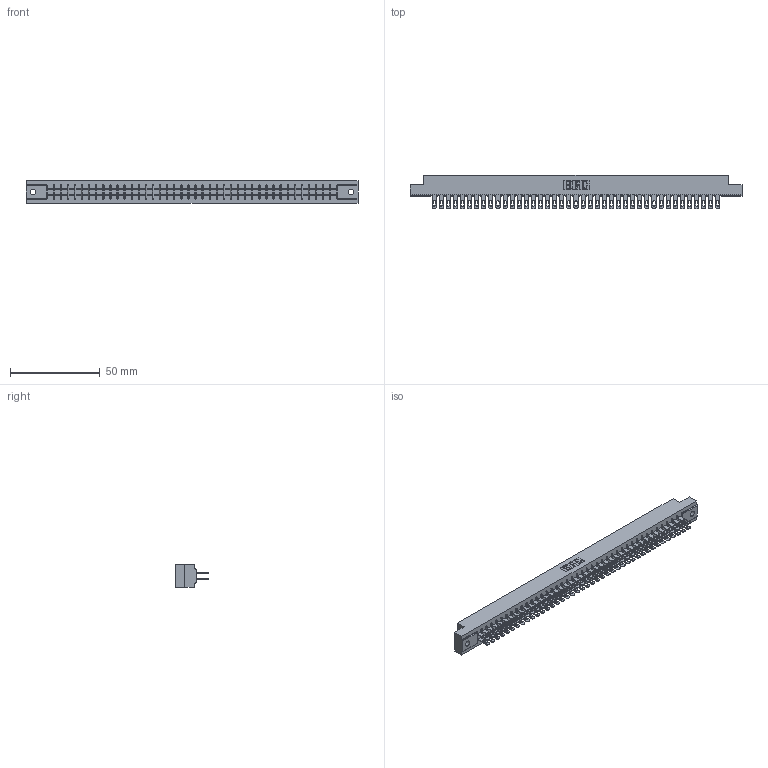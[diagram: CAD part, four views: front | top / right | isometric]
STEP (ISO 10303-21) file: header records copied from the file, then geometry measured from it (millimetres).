
FILE_DESCRIPTION (( 'STEP AP203' ), '1' );
FILE_NAME ('305-082-500-202.STEP', '2019-09-10T10:31:56', ( '' ), ( '' ), 'SwSTEP 2.0', 'SolidWorks 2016', '' );
FILE_SCHEMA (( 'CONFIG_CONTROL_DESIGN' ));
Length unit declared in the file: inch
Products named in the file (3): 305 Part_.128 Dia; 305-290-001_500; 305-082-500-202
Assembly tree (83 placements, depth 2):
  305-082-500-202
    305 Part_.128 Dia
    305-290-001_500  x82
Bounding box: 185.47 x 18.85 x 12.7 mm (x, y, z)
Volume: 19553 mm3; surface area: 26200.8 mm2
Topology: 83 solids, 83 shells, 4216 faces, 12083 edges, 7834 vertices
Faces by surface type: plane 2364, cylinder 1688, sphere 164
Entity records: 44538 total; most frequent: CARTESIAN_POINT 7369, ORIENTED_EDGE 7314, DIRECTION 7131, EDGE_CURVE 3657, VECTOR 2955, LINE 2955, VERTEX_POINT 2326, AXIS2_PLACEMENT_3D 2088
